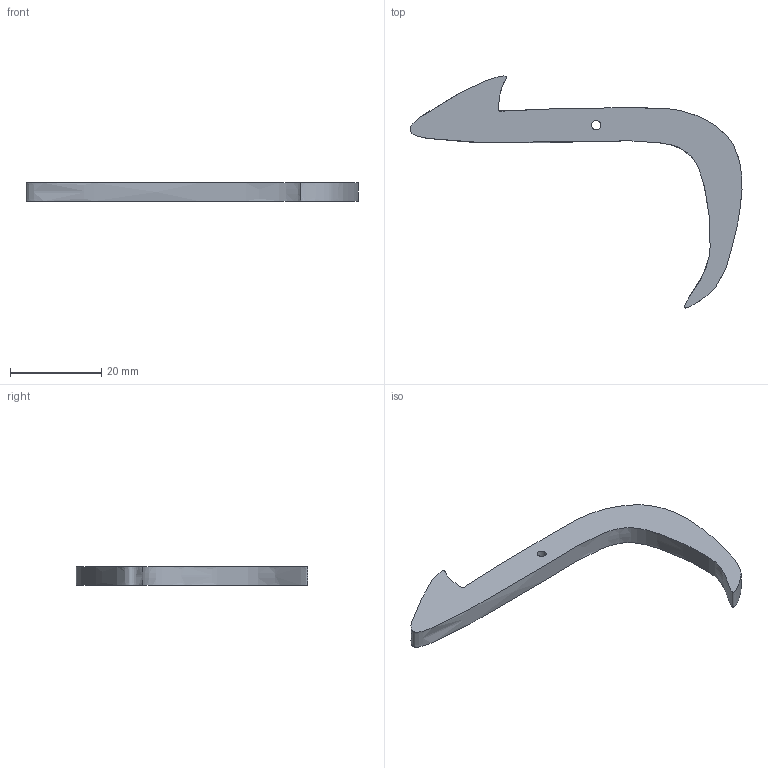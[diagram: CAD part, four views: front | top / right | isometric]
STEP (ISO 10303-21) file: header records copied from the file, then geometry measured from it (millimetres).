
FILE_DESCRIPTION(('FreeCAD Model'),'2;1');
FILE_NAME('Open CASCADE Shape Model','2025-09-16T14:17:32',(''),(''), 'Open CASCADE STEP processor 7.8','FreeCAD','Unknown');
FILE_SCHEMA(('AUTOMOTIVE_DESIGN { 1 0 10303 214 1 1 1 1 }'));
Length unit declared in the file: millimetre
Products named in the file (1): Body
Bounding box: 72.61 x 50.73 x 4 mm (x, y, z)
Volume: 2328.9 mm3; surface area: 2462.8 mm2
Topology: 1 solids, 1 shells, 4 faces, 6 edges, 4 vertices
Faces by surface type: plane 2, extrusion 1, cylinder 1
Full cylindrical faces by diameter (mm): 2 x1
Entity records: 228 total; most frequent: CARTESIAN_POINT 129, DIRECTION 15, ORIENTED_EDGE 12, AXIS2_PLACEMENT_3D 6, FACE_BOUND 6, EDGE_LOOP 6, EDGE_CURVE 6, ADVANCED_FACE 4
